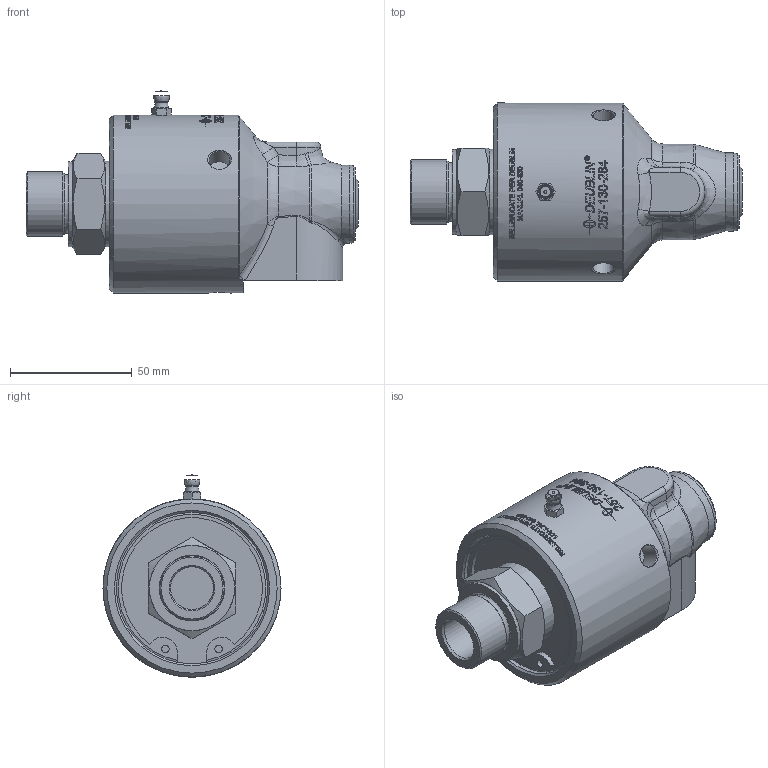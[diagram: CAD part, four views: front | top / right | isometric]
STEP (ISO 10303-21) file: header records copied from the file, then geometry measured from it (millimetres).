
FILE_DESCRIPTION(/* description */ ('UNION,3/4 BSP RH ROTOR','CAx-IF Rec.Pracs.---Representation and Presentation of Product Manufacturing Information (PMI)---4.0---2014-10-13'),/* implementation_level */ '2;1');
FILE_NAME(/* name */ '257-130-284-IC.stp',/* time_stamp */ '2021-12-08T13:13:27+01:00',/* author */ ('mzerwes'),/* organization */ ('DEUBLIN'),/* preprocessor_version */ 'ST-DEVELOPER v18.1',/* originating_system */ 'Autodesk Inventor 2022',/* authorisation */ '');
FILE_SCHEMA (('AP242_MANAGED_MODEL_BASED_3D_ENGINEERING_MIM_LF { 1 0 10303 442 1 1 4 }'));
Length unit declared in the file: millimetre
Products named in the file (1): 257-130-284
Bounding box: 136.14 x 73 x 82.9 mm (x, y, z)
Volume: 314337 mm3; surface area: 38314.8 mm2
Topology: 1 solids, 2 shells, 961 faces, 2525 edges, 1663 vertices
Faces by surface type: bspline 433, plane 367, cylinder 118, cone 28, torus 11, sphere 4
Full cylindrical faces by diameter (mm): 3.12 x2, 8.6 x3, 17.5 x1, 24.117 x1, 26.441 x1, 27 x1, 32 x1, 34.9 x1, 35 x1, 62.05 x1, 63.066 x1, 66.9 x1, 73 x1
Entity records: 39702 total; most frequent: CARTESIAN_POINT 18241, ORIENTED_EDGE 5046, DIRECTION 3183, EDGE_CURVE 2523, VERTEX_POINT 1663, LINE 1067, VECTOR 1067, EDGE_LOOP 1062
